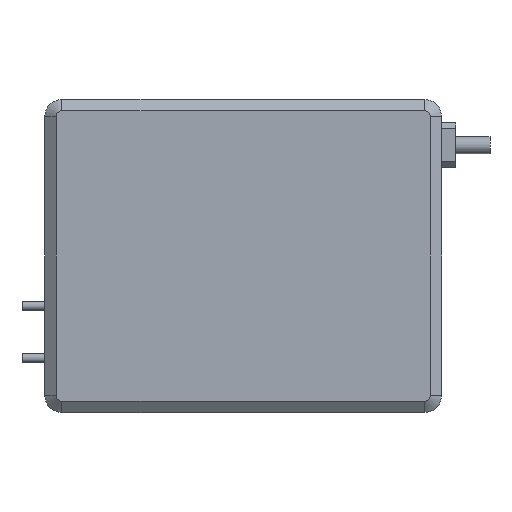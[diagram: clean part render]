
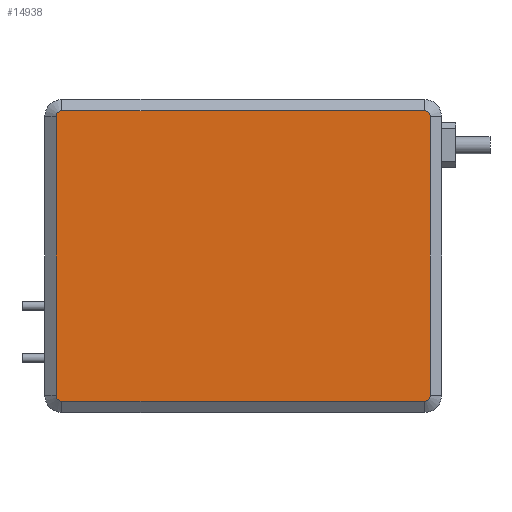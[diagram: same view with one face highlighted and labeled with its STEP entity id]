
A CAD part, front view. The second image highlights one B-rep face of the part: STEP entity #14938.
In plain terms, the highlighted planar face has unit normal (0, -1, 0).
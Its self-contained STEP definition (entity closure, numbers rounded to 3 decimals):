
#14379 = VERTEX_POINT('',#14380);
#14380 = CARTESIAN_POINT('',(67.7,0.,-52.));
#14397 = VERTEX_POINT('',#14398);
#14398 = CARTESIAN_POINT('',(67.7,0.,-3.));
#14404 = EDGE_CURVE('',#14397,#14379,#14405,.T.);
#14405 = LINE('',#14406,#14407);
#14406 = CARTESIAN_POINT('',(67.7,0.,-13.75));
#14407 = VECTOR('',#14408,1.);
#14408 = DIRECTION('',(0.,0.,-1.));
#14429 = VERTEX_POINT('',#14430);
#14430 = CARTESIAN_POINT('',(66.7,0.,-2.));
#14436 = EDGE_CURVE('',#14429,#14397,#14437,.T.);
#14437 = CIRCLE('',#14438,1.);
#14438 = AXIS2_PLACEMENT_3D('',#14439,#14440,#14441);
#14439 = CARTESIAN_POINT('',(66.7,0.,-3.));
#14440 = DIRECTION('',(0.,1.,0.));
#14441 = DIRECTION('',(0.707,-0.,0.707));
#14452 = VERTEX_POINT('',#14453);
#14453 = CARTESIAN_POINT('',(66.7,0.,-53.));
#14469 = EDGE_CURVE('',#14379,#14452,#14470,.T.);
#14470 = CIRCLE('',#14471,1.);
#14471 = AXIS2_PLACEMENT_3D('',#14472,#14473,#14474);
#14472 = CARTESIAN_POINT('',(66.7,0.,-52.));
#14473 = DIRECTION('',(0.,1.,0.));
#14474 = DIRECTION('',(0.707,0.,-0.707));
#14494 = VERTEX_POINT('',#14495);
#14495 = CARTESIAN_POINT('',(3.,0.,-2.));
#14501 = EDGE_CURVE('',#14494,#14429,#14502,.T.);
#14502 = LINE('',#14503,#14504);
#14503 = CARTESIAN_POINT('',(17.425,0.,-2.));
#14504 = VECTOR('',#14505,1.);
#14505 = DIRECTION('',(1.,0.,0.));
#14516 = VERTEX_POINT('',#14517);
#14517 = CARTESIAN_POINT('',(3.,0.,-53.));
#14532 = EDGE_CURVE('',#14452,#14516,#14533,.T.);
#14533 = LINE('',#14534,#14535);
#14534 = CARTESIAN_POINT('',(52.275,0.,-53.));
#14535 = VECTOR('',#14536,1.);
#14536 = DIRECTION('',(-1.,0.,0.));
#14557 = VERTEX_POINT('',#14558);
#14558 = CARTESIAN_POINT('',(2.,0.,-3.));
#14564 = EDGE_CURVE('',#14557,#14494,#14565,.T.);
#14565 = CIRCLE('',#14566,1.);
#14566 = AXIS2_PLACEMENT_3D('',#14567,#14568,#14569);
#14567 = CARTESIAN_POINT('',(3.,0.,-3.));
#14568 = DIRECTION('',(0.,1.,0.));
#14569 = DIRECTION('',(-0.707,0.,0.707));
#14580 = VERTEX_POINT('',#14581);
#14581 = CARTESIAN_POINT('',(2.,0.,-52.));
#14597 = EDGE_CURVE('',#14516,#14580,#14598,.T.);
#14598 = CIRCLE('',#14599,1.);
#14599 = AXIS2_PLACEMENT_3D('',#14600,#14601,#14602);
#14600 = CARTESIAN_POINT('',(3.,0.,-52.));
#14601 = DIRECTION('',(0.,1.,0.));
#14602 = DIRECTION('',(-0.707,0.,-0.707));
#14620 = EDGE_CURVE('',#14580,#14557,#14621,.T.);
#14621 = LINE('',#14622,#14623);
#14622 = CARTESIAN_POINT('',(2.,0.,-41.25));
#14623 = VECTOR('',#14624,1.);
#14624 = DIRECTION('',(0.,0.,1.));
#14938 = ADVANCED_FACE('',(#14939),#14949,.F.);
#14939 = FACE_BOUND('',#14940,.T.);
#14940 = EDGE_LOOP('',(#14941,#14942,#14943,#14944,#14945,#14946,#14947,
    #14948));
#14941 = ORIENTED_EDGE('',*,*,#14404,.F.);
#14942 = ORIENTED_EDGE('',*,*,#14436,.F.);
#14943 = ORIENTED_EDGE('',*,*,#14501,.F.);
#14944 = ORIENTED_EDGE('',*,*,#14564,.F.);
#14945 = ORIENTED_EDGE('',*,*,#14620,.F.);
#14946 = ORIENTED_EDGE('',*,*,#14597,.F.);
#14947 = ORIENTED_EDGE('',*,*,#14532,.F.);
#14948 = ORIENTED_EDGE('',*,*,#14469,.F.);
#14949 = PLANE('',#14950);
#14950 = AXIS2_PLACEMENT_3D('',#14951,#14952,#14953);
#14951 = CARTESIAN_POINT('',(34.85,0.,-27.5));
#14952 = DIRECTION('',(0.,1.,0.));
#14953 = DIRECTION('',(1.,0.,0.));
